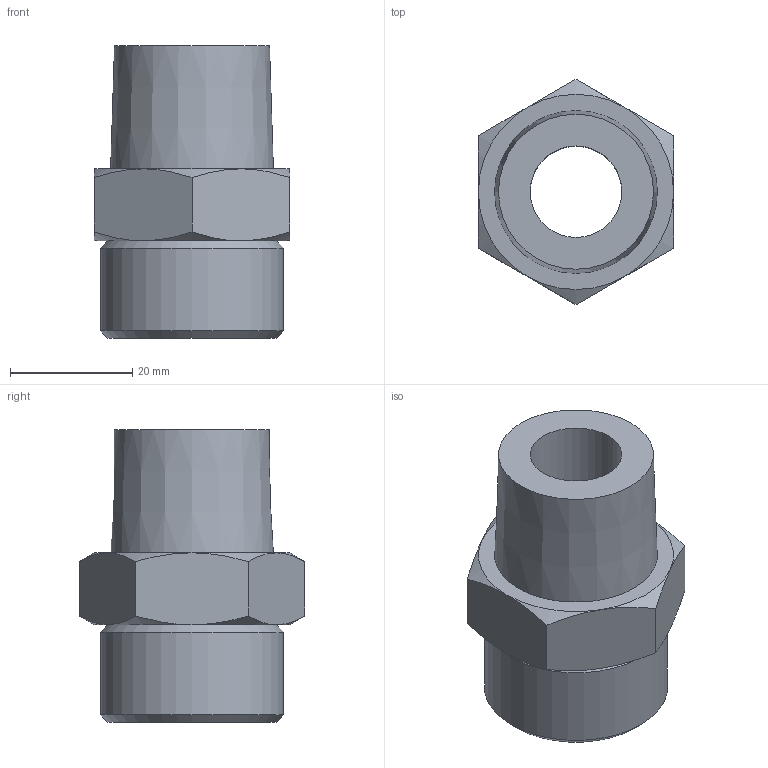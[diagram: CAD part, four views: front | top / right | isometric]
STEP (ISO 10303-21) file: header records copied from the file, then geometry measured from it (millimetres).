
FILE_DESCRIPTION(/* description */ ('STEP AP203'),/* implementation_level */ '2;1');
FILE_NAME(/* name */ 'Stud Connector GEVN 20-01',/* time_stamp */ '2025-01-15T14:48:15+01:00',/* author */ ('License CC BY-ND 4.0'),/* organization */ ('CADENAS'),/* preprocessor_version */ 'ST-DEVELOPER v19.3',/* originating_system */ 'PARTsolutions',/* authorisation */ ' ');
FILE_SCHEMA (('CONFIG_CONTROL_DESIGN'));
Length unit declared in the file: millimetre
Products named in the file (1): Einschraubstutzen GEVN 20-01
Bounding box: 32 x 36.95 x 48 mm (x, y, z)
Volume: 22074.3 mm3; surface area: 8207.7 mm2
Topology: 1 solids, 1 shells, 30 faces, 60 edges, 35 vertices
Faces by surface type: cone 16, plane 11, cylinder 3
Full cylindrical faces by diameter (mm): 15 x1, 20 x1, 30 x1
Entity records: 790 total; most frequent: CARTESIAN_POINT 191, DIRECTION 114, ORIENTED_EDGE 106, AXIS2_PLACEMENT_3D 54, EDGE_CURVE 53, EDGE_LOOP 42, FACE_BOUND 42, VERTEX_POINT 35
